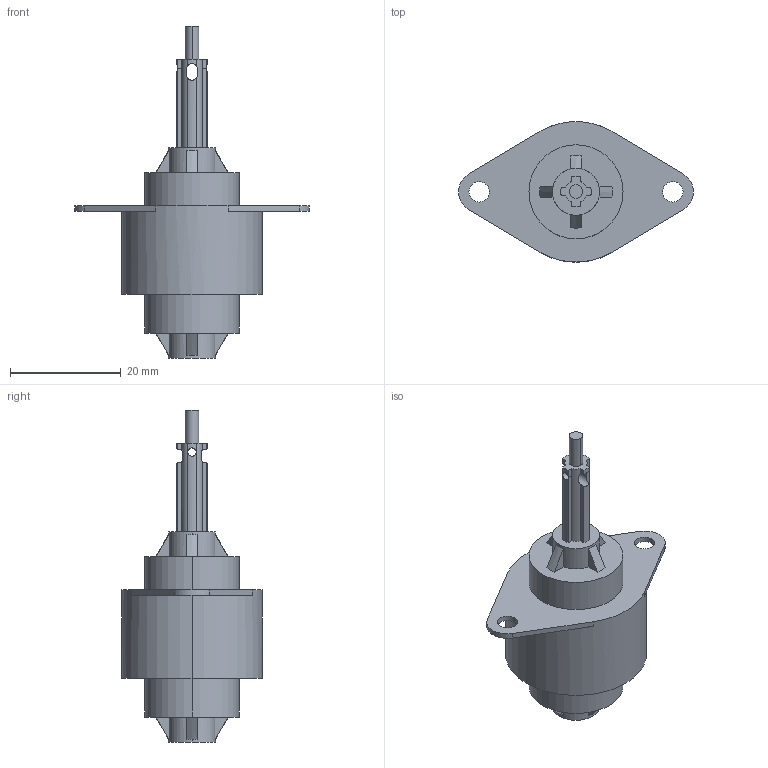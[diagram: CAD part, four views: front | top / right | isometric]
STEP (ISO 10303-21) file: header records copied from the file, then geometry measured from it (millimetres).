
FILE_DESCRIPTION((''),'2;1');
FILE_NAME('K25PA-13','2020-07-13T',('syc2215'),(''),'CREO PARAMETRIC BY PTC INC, 2018220','CREO PARAMETRIC BY PTC INC, 2018220','');
FILE_SCHEMA(('CONFIG_CONTROL_DESIGN'));
Length unit declared in the file: millimetre
Products named in the file (1): K25PA-13
Bounding box: 42.46 x 25.4 x 60 mm (x, y, z)
Volume: 12076.3 mm3; surface area: 4030.5 mm2
Topology: 1 solids, 1 shells, 88 faces, 250 edges, 164 vertices
Faces by surface type: plane 44, cylinder 36, cone 8
Entity records: 3095 total; most frequent: CARTESIAN_POINT 743, ORIENTED_EDGE 500, DIRECTION 470, EDGE_CURVE 250, AXIS2_PLACEMENT_3D 170, VERTEX_POINT 164, VECTOR 130, LINE 130
